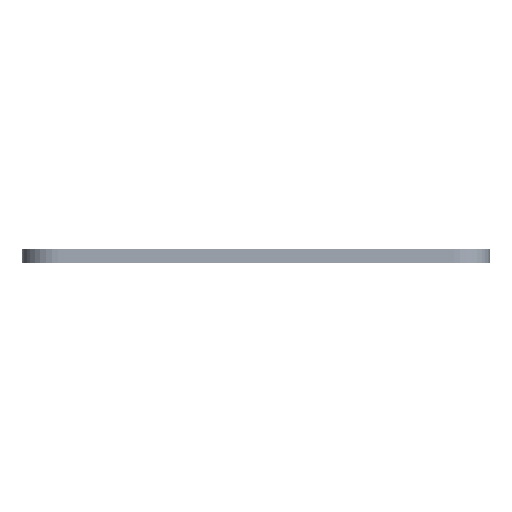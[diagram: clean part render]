
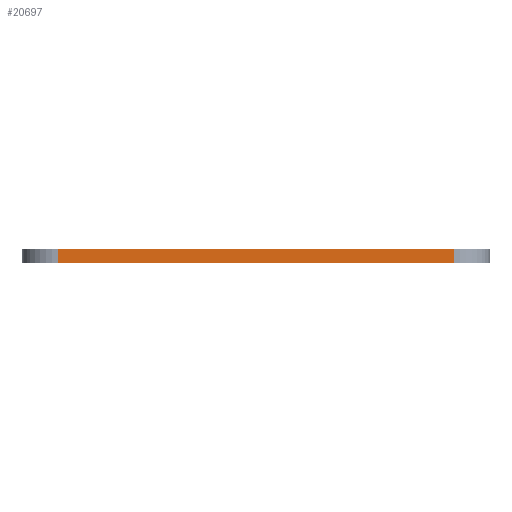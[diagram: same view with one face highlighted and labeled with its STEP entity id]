
A CAD part, left-side view. The second image highlights one B-rep face of the part: STEP entity #20697.
In plain terms, the highlighted planar face has unit normal (-1, 0, 0).
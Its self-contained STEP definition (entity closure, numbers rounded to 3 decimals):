
#1803=PLANE('',#23405);
#2705=FACE_OUTER_BOUND('',#4499,.T.);
#4499=EDGE_LOOP('',(#17997,#17998,#17999,#18000));
#5399=LINE('',#29727,#6307);
#5405=LINE('',#31530,#6313);
#5407=LINE('',#31535,#6315);
#6300=LINE('',#35106,#7208);
#6307=VECTOR('',#23427,10.);
#6313=VECTOR('',#25231,10.);
#6315=VECTOR('',#25237,10.);
#7208=VECTOR('',#29702,10.);
#9008=VERTEX_POINT('',#29724);
#9009=VERTEX_POINT('',#29726);
#9907=VERTEX_POINT('',#31528);
#9908=VERTEX_POINT('',#31534);
#10810=EDGE_CURVE('',#9008,#9009,#5399,.T.);
#11712=EDGE_CURVE('',#9907,#9008,#5405,.T.);
#11714=EDGE_CURVE('',#9009,#9908,#5407,.T.);
#13500=EDGE_CURVE('',#9908,#9907,#6300,.T.);
#17997=ORIENTED_EDGE('',*,*,#11712,.F.);
#17998=ORIENTED_EDGE('',*,*,#13500,.F.);
#17999=ORIENTED_EDGE('',*,*,#11714,.F.);
#18000=ORIENTED_EDGE('',*,*,#10810,.F.);
#20697=ADVANCED_FACE('',(#2705),#1803,.T.);
#23405=AXIS2_PLACEMENT_3D('',#35105,#29700,#29701);
#23427=DIRECTION('',(0.,-1.,0.));
#25231=DIRECTION('',(0.,0.,1.));
#25237=DIRECTION('',(0.,0.,-1.));
#29700=DIRECTION('center_axis',(-1.,0.,0.));
#29701=DIRECTION('ref_axis',(0.,-1.,0.));
#29702=DIRECTION('',(0.,1.,0.));
#29724=CARTESIAN_POINT('',(-7.76,-2.31,1.6));
#29726=CARTESIAN_POINT('',(-7.76,-46.31,1.6));
#29727=CARTESIAN_POINT('',(-7.76,-50.31,1.6));
#31528=CARTESIAN_POINT('',(-7.76,-2.31,0.));
#31530=CARTESIAN_POINT('',(-7.76,-2.31,0.));
#31534=CARTESIAN_POINT('',(-7.76,-46.31,0.));
#31535=CARTESIAN_POINT('',(-7.76,-46.31,0.));
#35105=CARTESIAN_POINT('Origin',(-7.76,1.69,0.));
#35106=CARTESIAN_POINT('',(-7.76,-50.31,0.));
